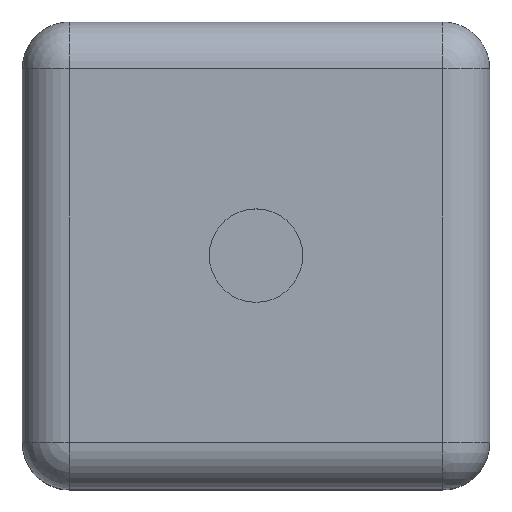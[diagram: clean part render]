
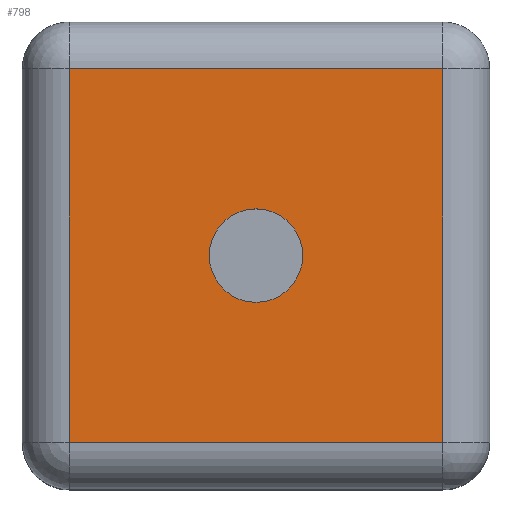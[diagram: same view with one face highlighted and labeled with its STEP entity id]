
A CAD part, top view. The second image highlights one B-rep face of the part: STEP entity #798.
In plain terms, the highlighted planar face has unit normal (0, 0, 1).
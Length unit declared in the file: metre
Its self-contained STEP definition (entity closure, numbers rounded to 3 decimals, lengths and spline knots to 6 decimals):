
#116=LINE('',#1643,#140);
#117=LINE('',#1646,#141);
#118=LINE('',#1648,#142);
#119=LINE('',#1650,#143);
#140=VECTOR('',#1336,1.);
#141=VECTOR('',#1337,1.);
#142=VECTOR('',#1338,1.);
#143=VECTOR('',#1339,1.);
#184=ORIENTED_EDGE('',*,*,#364,.F.);
#185=ORIENTED_EDGE('',*,*,#365,.T.);
#186=ORIENTED_EDGE('',*,*,#366,.T.);
#187=ORIENTED_EDGE('',*,*,#367,.T.);
#188=ORIENTED_EDGE('',*,*,#368,.T.);
#364=EDGE_CURVE('',#454,#454,#500,.T.);
#365=EDGE_CURVE('',#455,#456,#116,.T.);
#366=EDGE_CURVE('',#456,#457,#117,.F.);
#367=EDGE_CURVE('',#457,#458,#118,.F.);
#368=EDGE_CURVE('',#458,#455,#119,.T.);
#454=VERTEX_POINT('',#1642);
#455=VERTEX_POINT('',#1644);
#456=VERTEX_POINT('',#1645);
#457=VERTEX_POINT('',#1647);
#458=VERTEX_POINT('',#1649);
#500=CIRCLE('',#1152,0.00254);
#571=EDGE_LOOP('',(#184));
#572=EDGE_LOOP('',(#185,#186,#187,#188));
#681=FACE_BOUND('',#571,.T.);
#682=FACE_BOUND('',#572,.T.);
#771=PLANE('',#1151);
#798=ADVANCED_FACE('',(#681,#682),#771,.T.);
#1151=AXIS2_PLACEMENT_3D('',#1640,#1332,#1333);
#1152=AXIS2_PLACEMENT_3D('',#1641,#1334,#1335);
#1332=DIRECTION('',(0.,0.,1.));
#1333=DIRECTION('',(1.,0.,0.));
#1334=DIRECTION('',(0.,0.,1.));
#1335=DIRECTION('',(1.,0.,0.));
#1336=DIRECTION('',(0.,1.,0.));
#1337=DIRECTION('',(1.,0.,0.));
#1338=DIRECTION('',(0.,1.,0.));
#1339=DIRECTION('',(1.,0.,0.));
#1640=CARTESIAN_POINT('',(0.,0.,0.0254));
#1641=CARTESIAN_POINT('',(0.,0.,0.0254));
#1642=CARTESIAN_POINT('',(0.00254,0.,0.0254));
#1643=CARTESIAN_POINT('',(0.01016,0.0127,0.0254));
#1644=CARTESIAN_POINT('',(0.01016,-0.01016,0.0254));
#1645=CARTESIAN_POINT('',(0.01016,0.01016,0.0254));
#1646=CARTESIAN_POINT('',(0.,0.01016,0.0254));
#1647=CARTESIAN_POINT('',(-0.01016,0.01016,0.0254));
#1648=CARTESIAN_POINT('',(-0.01016,0.,0.0254));
#1649=CARTESIAN_POINT('',(-0.01016,-0.01016,0.0254));
#1650=CARTESIAN_POINT('',(0.0127,-0.01016,0.0254));
